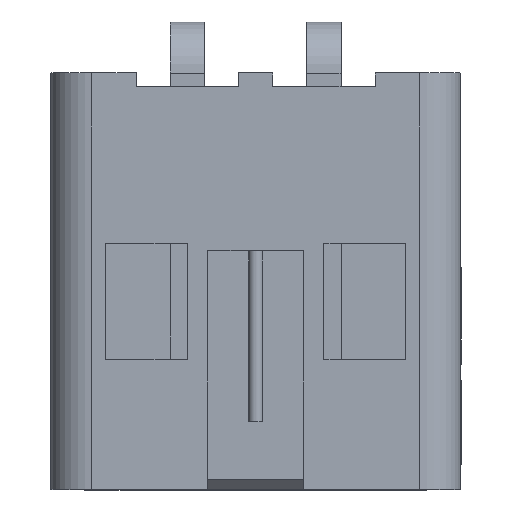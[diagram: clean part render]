
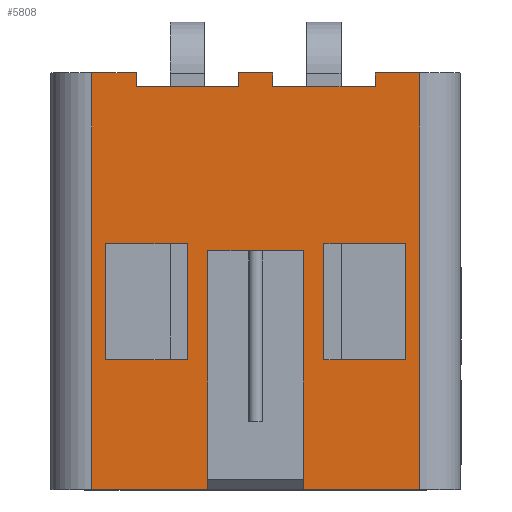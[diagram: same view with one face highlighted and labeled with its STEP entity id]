
A CAD part, top view. The second image highlights one B-rep face of the part: STEP entity #5808.
In plain terms, the highlighted planar face has unit normal (0, 0, 1).
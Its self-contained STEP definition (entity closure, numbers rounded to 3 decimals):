
#316=FACE_BOUND('',#856,.T.);
#317=FACE_BOUND('',#857,.T.);
#343=PLANE('',#6146);
#546=FACE_OUTER_BOUND('',#855,.T.);
#855=EDGE_LOOP('',(#3828,#3829,#3830,#3831,#3832,#3833,#3834,#3835,#3836,
#3837,#3838,#3839,#3840,#3841,#3842,#3843));
#856=EDGE_LOOP('',(#3844,#3845,#3846,#3847));
#857=EDGE_LOOP('',(#3848,#3849,#3850,#3851));
#1190=LINE('',#7720,#1808);
#1192=LINE('',#7726,#1810);
#1193=LINE('',#7728,#1811);
#1194=LINE('',#7730,#1812);
#1195=LINE('',#7732,#1813);
#1196=LINE('',#7734,#1814);
#1197=LINE('',#7736,#1815);
#1198=LINE('',#7738,#1816);
#1199=LINE('',#7740,#1817);
#1200=LINE('',#7742,#1818);
#1201=LINE('',#7744,#1819);
#1202=LINE('',#7746,#1820);
#1203=LINE('',#7748,#1821);
#1204=LINE('',#7750,#1822);
#1205=LINE('',#7752,#1823);
#1206=LINE('',#7753,#1824);
#1207=LINE('',#7756,#1825);
#1208=LINE('',#7758,#1826);
#1209=LINE('',#7760,#1827);
#1210=LINE('',#7761,#1828);
#1211=LINE('',#7764,#1829);
#1212=LINE('',#7766,#1830);
#1213=LINE('',#7768,#1831);
#1214=LINE('',#7769,#1832);
#1808=VECTOR('',#6468,10.);
#1810=VECTOR('',#6474,1.);
#1811=VECTOR('',#6475,1.);
#1812=VECTOR('',#6476,1.);
#1813=VECTOR('',#6477,1.);
#1814=VECTOR('',#6478,1.);
#1815=VECTOR('',#6479,10.);
#1816=VECTOR('',#6480,1.);
#1817=VECTOR('',#6481,1.);
#1818=VECTOR('',#6482,1.);
#1819=VECTOR('',#6483,1.);
#1820=VECTOR('',#6484,1.);
#1821=VECTOR('',#6485,1.);
#1822=VECTOR('',#6486,1.);
#1823=VECTOR('',#6487,1.);
#1824=VECTOR('',#6488,1.);
#1825=VECTOR('',#6489,1.);
#1826=VECTOR('',#6490,1.);
#1827=VECTOR('',#6491,1.);
#1828=VECTOR('',#6492,1.);
#1829=VECTOR('',#6493,1.);
#1830=VECTOR('',#6494,1.);
#1831=VECTOR('',#6495,1.);
#1832=VECTOR('',#6496,1.);
#2445=VERTEX_POINT('',#7717);
#2446=VERTEX_POINT('',#7719);
#2448=VERTEX_POINT('',#7725);
#2449=VERTEX_POINT('',#7727);
#2450=VERTEX_POINT('',#7729);
#2451=VERTEX_POINT('',#7731);
#2452=VERTEX_POINT('',#7733);
#2453=VERTEX_POINT('',#7735);
#2454=VERTEX_POINT('',#7737);
#2455=VERTEX_POINT('',#7739);
#2456=VERTEX_POINT('',#7741);
#2457=VERTEX_POINT('',#7743);
#2458=VERTEX_POINT('',#7745);
#2459=VERTEX_POINT('',#7747);
#2460=VERTEX_POINT('',#7749);
#2461=VERTEX_POINT('',#7751);
#2462=VERTEX_POINT('',#7754);
#2463=VERTEX_POINT('',#7755);
#2464=VERTEX_POINT('',#7757);
#2465=VERTEX_POINT('',#7759);
#2466=VERTEX_POINT('',#7762);
#2467=VERTEX_POINT('',#7763);
#2468=VERTEX_POINT('',#7765);
#2469=VERTEX_POINT('',#7767);
#2993=EDGE_CURVE('',#2445,#2446,#1190,.T.);
#2996=EDGE_CURVE('',#2445,#2448,#1192,.T.);
#2997=EDGE_CURVE('',#2449,#2448,#1193,.T.);
#2998=EDGE_CURVE('',#2450,#2449,#1194,.T.);
#2999=EDGE_CURVE('',#2451,#2450,#1195,.T.);
#3000=EDGE_CURVE('',#2451,#2452,#1196,.T.);
#3001=EDGE_CURVE('',#2453,#2452,#1197,.T.);
#3002=EDGE_CURVE('',#2453,#2454,#1198,.T.);
#3003=EDGE_CURVE('',#2455,#2454,#1199,.T.);
#3004=EDGE_CURVE('',#2456,#2455,#1200,.T.);
#3005=EDGE_CURVE('',#2456,#2457,#1201,.T.);
#3006=EDGE_CURVE('',#2457,#2458,#1202,.T.);
#3007=EDGE_CURVE('',#2459,#2458,#1203,.T.);
#3008=EDGE_CURVE('',#2460,#2459,#1204,.T.);
#3009=EDGE_CURVE('',#2460,#2461,#1205,.T.);
#3010=EDGE_CURVE('',#2461,#2446,#1206,.T.);
#3011=EDGE_CURVE('',#2462,#2463,#1207,.T.);
#3012=EDGE_CURVE('',#2464,#2462,#1208,.T.);
#3013=EDGE_CURVE('',#2465,#2464,#1209,.T.);
#3014=EDGE_CURVE('',#2463,#2465,#1210,.T.);
#3015=EDGE_CURVE('',#2466,#2467,#1211,.T.);
#3016=EDGE_CURVE('',#2468,#2466,#1212,.T.);
#3017=EDGE_CURVE('',#2469,#2468,#1213,.T.);
#3018=EDGE_CURVE('',#2467,#2469,#1214,.T.);
#3828=ORIENTED_EDGE('',*,*,#2993,.F.);
#3829=ORIENTED_EDGE('',*,*,#2996,.T.);
#3830=ORIENTED_EDGE('',*,*,#2997,.F.);
#3831=ORIENTED_EDGE('',*,*,#2998,.F.);
#3832=ORIENTED_EDGE('',*,*,#2999,.F.);
#3833=ORIENTED_EDGE('',*,*,#3000,.T.);
#3834=ORIENTED_EDGE('',*,*,#3001,.F.);
#3835=ORIENTED_EDGE('',*,*,#3002,.T.);
#3836=ORIENTED_EDGE('',*,*,#3003,.F.);
#3837=ORIENTED_EDGE('',*,*,#3004,.F.);
#3838=ORIENTED_EDGE('',*,*,#3005,.T.);
#3839=ORIENTED_EDGE('',*,*,#3006,.T.);
#3840=ORIENTED_EDGE('',*,*,#3007,.F.);
#3841=ORIENTED_EDGE('',*,*,#3008,.F.);
#3842=ORIENTED_EDGE('',*,*,#3009,.T.);
#3843=ORIENTED_EDGE('',*,*,#3010,.T.);
#3844=ORIENTED_EDGE('',*,*,#3011,.F.);
#3845=ORIENTED_EDGE('',*,*,#3012,.F.);
#3846=ORIENTED_EDGE('',*,*,#3013,.F.);
#3847=ORIENTED_EDGE('',*,*,#3014,.F.);
#3848=ORIENTED_EDGE('',*,*,#3015,.F.);
#3849=ORIENTED_EDGE('',*,*,#3016,.F.);
#3850=ORIENTED_EDGE('',*,*,#3017,.F.);
#3851=ORIENTED_EDGE('',*,*,#3018,.F.);
#5808=ADVANCED_FACE('',(#546,#316,#317),#343,.T.);
#6146=AXIS2_PLACEMENT_3D('',#7724,#6472,#6473);
#6468=DIRECTION('',(0.,1.,0.));
#6472=DIRECTION('center_axis',(0.,0.,1.));
#6473=DIRECTION('ref_axis',(-1.,0.,0.));
#6474=DIRECTION('',(1.,0.,0.));
#6475=DIRECTION('',(0.,-1.,0.));
#6476=DIRECTION('',(-1.,0.,0.));
#6477=DIRECTION('',(0.,1.,0.));
#6478=DIRECTION('',(1.,0.,0.));
#6479=DIRECTION('',(0.,-1.,0.));
#6480=DIRECTION('',(-1.,0.,0.));
#6481=DIRECTION('',(0.,1.,0.));
#6482=DIRECTION('',(1.,0.,0.));
#6483=DIRECTION('',(0.,1.,0.));
#6484=DIRECTION('',(-1.,0.,0.));
#6485=DIRECTION('',(0.,1.,0.));
#6486=DIRECTION('',(1.,0.,0.));
#6487=DIRECTION('',(0.,1.,0.));
#6488=DIRECTION('',(-1.,0.,0.));
#6489=DIRECTION('',(0.,-1.,0.));
#6490=DIRECTION('',(-1.,0.,0.));
#6491=DIRECTION('',(0.,1.,0.));
#6492=DIRECTION('',(1.,0.,0.));
#6493=DIRECTION('',(0.,-1.,0.));
#6494=DIRECTION('',(-1.,0.,0.));
#6495=DIRECTION('',(0.,1.,0.));
#6496=DIRECTION('',(1.,0.,0.));
#7717=CARTESIAN_POINT('',(-2.405,-6.575,4.6));
#7719=CARTESIAN_POINT('',(-2.405,-0.475,4.6));
#7720=CARTESIAN_POINT('',(-2.405,-5.05,4.6));
#7724=CARTESIAN_POINT('Origin',(-0.005,-3.525,4.6));
#7725=CARTESIAN_POINT('',(-0.705,-6.575,4.6));
#7726=CARTESIAN_POINT('',(2.995,-6.575,4.6));
#7727=CARTESIAN_POINT('',(-0.705,-3.075,4.6));
#7728=CARTESIAN_POINT('',(-0.705,-10.075,4.6));
#7729=CARTESIAN_POINT('',(0.695,-3.075,4.6));
#7730=CARTESIAN_POINT('',(-0.705,-3.075,4.6));
#7731=CARTESIAN_POINT('',(0.695,-6.575,4.6));
#7732=CARTESIAN_POINT('',(0.695,-10.075,4.6));
#7733=CARTESIAN_POINT('',(2.395,-6.575,4.6));
#7734=CARTESIAN_POINT('',(2.995,-6.575,4.6));
#7735=CARTESIAN_POINT('',(2.395,-0.475,4.6));
#7736=CARTESIAN_POINT('',(2.395,-5.05,4.6));
#7737=CARTESIAN_POINT('',(1.745,-0.475,4.6));
#7738=CARTESIAN_POINT('',(2.995,-0.475,4.6));
#7739=CARTESIAN_POINT('',(1.745,-0.675,4.6));
#7740=CARTESIAN_POINT('',(1.745,-0.675,4.6));
#7741=CARTESIAN_POINT('',(0.245,-0.675,4.6));
#7742=CARTESIAN_POINT('',(1.745,-0.675,4.6));
#7743=CARTESIAN_POINT('',(0.245,-0.475,4.6));
#7744=CARTESIAN_POINT('',(0.245,-0.675,4.6));
#7745=CARTESIAN_POINT('',(-0.255,-0.475,4.6));
#7746=CARTESIAN_POINT('',(2.995,-0.475,4.6));
#7747=CARTESIAN_POINT('',(-0.255,-0.675,4.6));
#7748=CARTESIAN_POINT('',(-0.255,-0.675,4.6));
#7749=CARTESIAN_POINT('',(-1.755,-0.675,4.6));
#7750=CARTESIAN_POINT('',(-0.255,-0.675,4.6));
#7751=CARTESIAN_POINT('',(-1.755,-0.475,4.6));
#7752=CARTESIAN_POINT('',(-1.755,-0.675,4.6));
#7753=CARTESIAN_POINT('',(2.995,-0.475,4.6));
#7754=CARTESIAN_POINT('',(-2.205,-2.975,4.6));
#7755=CARTESIAN_POINT('',(-2.205,-4.675,4.6));
#7756=CARTESIAN_POINT('',(-2.205,-4.675,4.6));
#7757=CARTESIAN_POINT('',(-1.005,-2.975,4.6));
#7758=CARTESIAN_POINT('',(-2.205,-2.975,4.6));
#7759=CARTESIAN_POINT('',(-1.005,-4.675,4.6));
#7760=CARTESIAN_POINT('',(-1.005,-4.675,4.6));
#7761=CARTESIAN_POINT('',(-2.205,-4.675,4.6));
#7762=CARTESIAN_POINT('',(0.995,-2.975,4.6));
#7763=CARTESIAN_POINT('',(0.995,-4.675,4.6));
#7764=CARTESIAN_POINT('',(0.995,-4.675,4.6));
#7765=CARTESIAN_POINT('',(2.195,-2.975,4.6));
#7766=CARTESIAN_POINT('',(2.195,-2.975,4.6));
#7767=CARTESIAN_POINT('',(2.195,-4.675,4.6));
#7768=CARTESIAN_POINT('',(2.195,-4.675,4.6));
#7769=CARTESIAN_POINT('',(2.195,-4.675,4.6));
